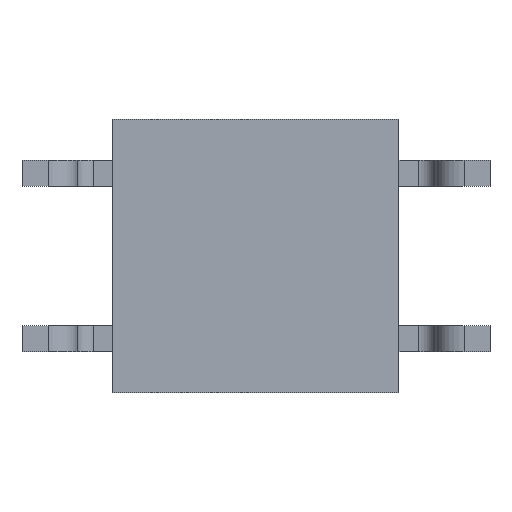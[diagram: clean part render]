
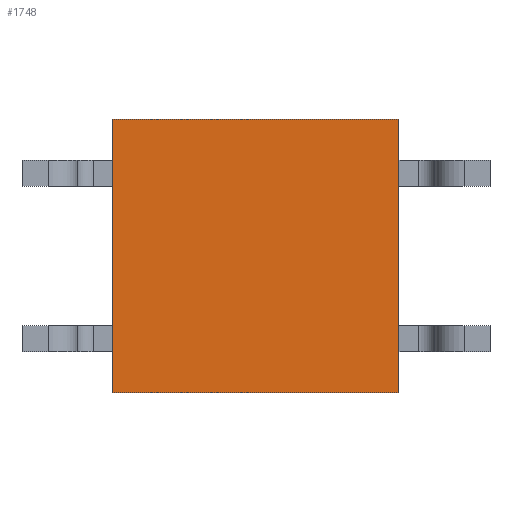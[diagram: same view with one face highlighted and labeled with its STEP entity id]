
A CAD part, front view. The second image highlights one B-rep face of the part: STEP entity #1748.
In plain terms, the highlighted planar face has unit normal (0, -1, 0).
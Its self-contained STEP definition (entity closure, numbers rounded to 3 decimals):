
#164 = EDGE_CURVE ( 'NONE', #2284, #2288, #1825, .T. ) ;
#205 = EDGE_CURVE ( 'NONE', #1248, #2284, #1899, .T. ) ;
#222 = EDGE_CURVE ( 'NONE', #1248, #1294, #1317, .T. ) ;
#229 = EDGE_CURVE ( 'NONE', #1294, #2288, #1911, .T. ) ;
#380 = AXIS2_PLACEMENT_3D ( 'NONE', #2460, #2466, #2467 ) ;
#710 = CARTESIAN_POINT ( 'NONE',  ( -2.2, 0.1, -2.1 ) ) ;
#711 = DIRECTION ( 'NONE',  ( 0., 0., 1. ) ) ;
#799 = CARTESIAN_POINT ( 'NONE',  ( -2.2, 0.1, -2.1 ) ) ;
#800 = DIRECTION ( 'NONE',  ( -1., 0., 0. ) ) ;
#835 = DIRECTION ( 'NONE',  ( -1., 0., 0. ) ) ;
#836 = CARTESIAN_POINT ( 'NONE',  ( 2.2, 0.1, -2.1 ) ) ;
#837 = DIRECTION ( 'NONE',  ( 0., 0., 1. ) ) ;
#838 = CARTESIAN_POINT ( 'NONE',  ( -2.2, 0.1, 2.1 ) ) ;
#927 = CARTESIAN_POINT ( 'NONE',  ( 2.2, 0.1, -2.1 ) ) ;
#986 = CARTESIAN_POINT ( 'NONE',  ( 2.2, 0.1, 2.1 ) ) ;
#1248 = VERTEX_POINT ( 'NONE', #927 ) ;
#1294 = VERTEX_POINT ( 'NONE', #986 ) ;
#1317 = LINE ( 'NONE', #836, #1318 ) ;
#1318 = VECTOR ( 'NONE', #837, 1000. ) ;
#1331 = VECTOR ( 'NONE', #835, 1000. ) ;
#1648 = ORIENTED_EDGE ( 'NONE', *, *, #222, .T. ) ;
#1696 = EDGE_LOOP ( 'NONE', ( #2257, #2261, #2250, #1648 ) ) ;
#1748 = ADVANCED_FACE ( 'NONE', ( #2102 ), #2457, .F. ) ;
#1825 = LINE ( 'NONE', #710, #1826 ) ;
#1826 = VECTOR ( 'NONE', #711, 1000. ) ;
#1899 = LINE ( 'NONE', #799, #1900 ) ;
#1900 = VECTOR ( 'NONE', #800, 1000. ) ;
#1911 = LINE ( 'NONE', #838, #1331 ) ;
#2102 = FACE_OUTER_BOUND ( 'NONE', #1696, .T. ) ;
#2250 = ORIENTED_EDGE ( 'NONE', *, *, #205, .F. ) ;
#2257 = ORIENTED_EDGE ( 'NONE', *, *, #229, .T. ) ;
#2261 = ORIENTED_EDGE ( 'NONE', *, *, #164, .F. ) ;
#2284 = VERTEX_POINT ( 'NONE', #2701 ) ;
#2288 = VERTEX_POINT ( 'NONE', #2709 ) ;
#2457 = PLANE ( 'NONE',  #380 ) ;
#2460 = CARTESIAN_POINT ( 'NONE',  ( -2.2, 0.1, -2.1 ) ) ;
#2466 = DIRECTION ( 'NONE',  ( 0., 1., 0. ) ) ;
#2467 = DIRECTION ( 'NONE',  ( 0., 0., 1. ) ) ;
#2701 = CARTESIAN_POINT ( 'NONE',  ( -2.2, 0.1, -2.1 ) ) ;
#2709 = CARTESIAN_POINT ( 'NONE',  ( -2.2, 0.1, 2.1 ) ) ;
